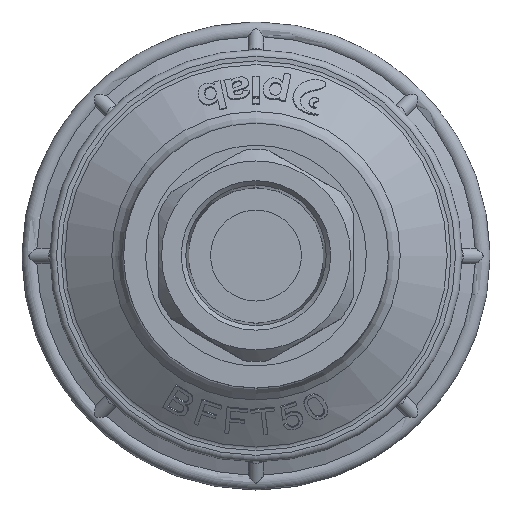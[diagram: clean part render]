
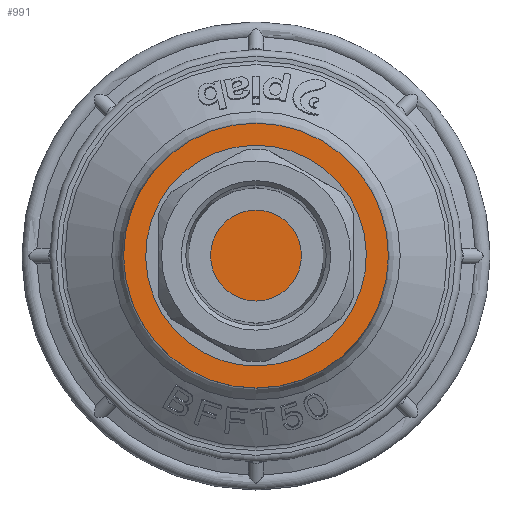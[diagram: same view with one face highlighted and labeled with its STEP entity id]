
A CAD part, top view. The second image highlights one B-rep face of the part: STEP entity #991.
In plain terms, the highlighted planar face has unit normal (0, 0, 1).
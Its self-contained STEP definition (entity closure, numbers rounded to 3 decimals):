
#991 = ADVANCED_FACE( '', ( #2138 ), #2139, .F. );
#2138 = FACE_OUTER_BOUND( '', #5499, .T. );
#2139 = PLANE( '', #5500 );
#5499 = EDGE_LOOP( '', ( #9545 ) );
#5500 = AXIS2_PLACEMENT_3D( '', #9546, #9547, #9548 );
#9545 = ORIENTED_EDGE( '', *, *, #11834, .F. );
#9546 = CARTESIAN_POINT( '', ( -14.15, 0., 26.216 ) );
#9547 = DIRECTION( '', ( 0., 0., -1. ) );
#9548 = DIRECTION( '', ( -1., 0., 0. ) );
#11834 = EDGE_CURVE( '', #13850, #13850, #13851, .T. );
#13850 = VERTEX_POINT( '', #18860 );
#13851 = CIRCLE( '', #18861, 15. );
#18860 = CARTESIAN_POINT( '', ( -15., 0., 26.216 ) );
#18861 = AXIS2_PLACEMENT_3D( '', #20254, #20255, #20256 );
#20254 = CARTESIAN_POINT( '', ( 0., 0., 26.216 ) );
#20255 = DIRECTION( '', ( 0., 0., -1. ) );
#20256 = DIRECTION( '', ( -1., 0., 0. ) );
